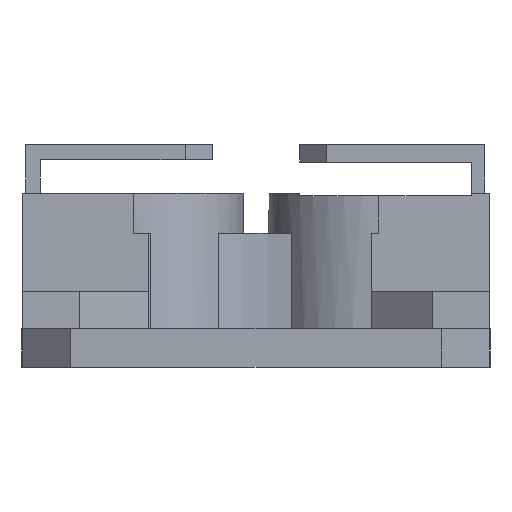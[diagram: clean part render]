
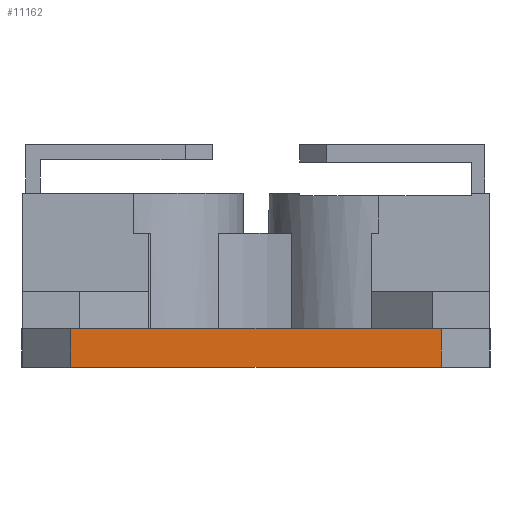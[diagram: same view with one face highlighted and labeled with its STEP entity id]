
A CAD part, left-side view. The second image highlights one B-rep face of the part: STEP entity #11162.
In plain terms, the highlighted planar face has unit normal (-1, 0, 0).
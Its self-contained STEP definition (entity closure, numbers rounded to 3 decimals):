
#3187 = PLANE('',#3188);
#3188 = AXIS2_PLACEMENT_3D('',#3189,#3190,#3191);
#3189 = CARTESIAN_POINT('',(15.125,0.333,-13.7));
#3190 = DIRECTION('',(0.,0.,1.));
#3191 = DIRECTION('',(0.,1.,0.));
#3303 = PLANE('',#3304);
#3304 = AXIS2_PLACEMENT_3D('',#3305,#3306,#3307);
#3305 = CARTESIAN_POINT('',(15.125,0.333,-11.6));
#3306 = DIRECTION('',(0.,0.,1.));
#3307 = DIRECTION('',(0.,1.,0.));
#7819 = VERTEX_POINT('',#7820);
#7820 = CARTESIAN_POINT('',(-19.125,10.328,-11.6));
#7834 = PLANE('',#7835);
#7835 = AXIS2_PLACEMENT_3D('',#7836,#7837,#7838);
#7836 = CARTESIAN_POINT('',(-19.125,10.328,-11.6));
#7837 = DIRECTION('',(0.707,-0.707,0.));
#7838 = DIRECTION('',(0.707,0.707,0.));
#7846 = EDGE_CURVE('',#7819,#7847,#7849,.T.);
#7847 = VERTEX_POINT('',#7848);
#7848 = CARTESIAN_POINT('',(-19.125,-9.663,-11.6));
#7849 = SURFACE_CURVE('',#7850,(#7854,#7861),.PCURVE_S1.);
#7850 = LINE('',#7851,#7852);
#7851 = CARTESIAN_POINT('',(-19.125,-9.663,-11.6));
#7852 = VECTOR('',#7853,1.);
#7853 = DIRECTION('',(0.,-1.,0.));
#7854 = PCURVE('',#3303,#7855);
#7855 = DEFINITIONAL_REPRESENTATION('',(#7856),#7860);
#7856 = LINE('',#7857,#7858);
#7857 = CARTESIAN_POINT('',(-9.995,34.25));
#7858 = VECTOR('',#7859,1.);
#7859 = DIRECTION('',(-1.,0.));
#7860 = ( GEOMETRIC_REPRESENTATION_CONTEXT(2) 
PARAMETRIC_REPRESENTATION_CONTEXT() REPRESENTATION_CONTEXT('2D SPACE',''
  ) );
#7861 = PCURVE('',#7862,#7867);
#7862 = PLANE('',#7863);
#7863 = AXIS2_PLACEMENT_3D('',#7864,#7865,#7866);
#7864 = CARTESIAN_POINT('',(-19.125,-9.663,-11.6));
#7865 = DIRECTION('',(1.,0.,0.));
#7866 = DIRECTION('',(0.,0.,-1.));
#7867 = DEFINITIONAL_REPRESENTATION('',(#7868),#7872);
#7868 = LINE('',#7869,#7870);
#7869 = CARTESIAN_POINT('',(0.,0.));
#7870 = VECTOR('',#7871,1.);
#7871 = DIRECTION('',(0.,-1.));
#7872 = ( GEOMETRIC_REPRESENTATION_CONTEXT(2) 
PARAMETRIC_REPRESENTATION_CONTEXT() REPRESENTATION_CONTEXT('2D SPACE',''
  ) );
#7890 = PLANE('',#7891);
#7891 = AXIS2_PLACEMENT_3D('',#7892,#7893,#7894);
#7892 = CARTESIAN_POINT('',(-19.125,-9.663,-11.6));
#7893 = DIRECTION('',(0.707,0.707,0.));
#7894 = DIRECTION('',(-0.707,0.707,0.));
#10693 = VERTEX_POINT('',#10694);
#10694 = CARTESIAN_POINT('',(-19.125,-9.663,-13.7));
#10715 = EDGE_CURVE('',#10716,#10693,#10718,.T.);
#10716 = VERTEX_POINT('',#10717);
#10717 = CARTESIAN_POINT('',(-19.125,10.328,-13.7));
#10718 = SURFACE_CURVE('',#10719,(#10723,#10730),.PCURVE_S1.);
#10719 = LINE('',#10720,#10721);
#10720 = CARTESIAN_POINT('',(-19.125,-9.663,-13.7));
#10721 = VECTOR('',#10722,1.);
#10722 = DIRECTION('',(0.,-1.,0.));
#10723 = PCURVE('',#3187,#10724);
#10724 = DEFINITIONAL_REPRESENTATION('',(#10725),#10729);
#10725 = LINE('',#10726,#10727);
#10726 = CARTESIAN_POINT('',(-9.995,34.25));
#10727 = VECTOR('',#10728,1.);
#10728 = DIRECTION('',(-1.,0.));
#10729 = ( GEOMETRIC_REPRESENTATION_CONTEXT(2) 
PARAMETRIC_REPRESENTATION_CONTEXT() REPRESENTATION_CONTEXT('2D SPACE',''
  ) );
#10730 = PCURVE('',#7862,#10731);
#10731 = DEFINITIONAL_REPRESENTATION('',(#10732),#10736);
#10732 = LINE('',#10733,#10734);
#10733 = CARTESIAN_POINT('',(2.1,0.));
#10734 = VECTOR('',#10735,1.);
#10735 = DIRECTION('',(0.,-1.));
#10736 = ( GEOMETRIC_REPRESENTATION_CONTEXT(2) 
PARAMETRIC_REPRESENTATION_CONTEXT() REPRESENTATION_CONTEXT('2D SPACE',''
  ) );
#11120 = EDGE_CURVE('',#7819,#10716,#11121,.T.);
#11121 = SURFACE_CURVE('',#11122,(#11126,#11133),.PCURVE_S1.);
#11122 = LINE('',#11123,#11124);
#11123 = CARTESIAN_POINT('',(-19.125,10.328,-11.6));
#11124 = VECTOR('',#11125,1.);
#11125 = DIRECTION('',(0.,0.,-1.));
#11126 = PCURVE('',#7834,#11127);
#11127 = DEFINITIONAL_REPRESENTATION('',(#11128),#11132);
#11128 = LINE('',#11129,#11130);
#11129 = CARTESIAN_POINT('',(0.,0.));
#11130 = VECTOR('',#11131,1.);
#11131 = DIRECTION('',(0.,-1.));
#11132 = ( GEOMETRIC_REPRESENTATION_CONTEXT(2) 
PARAMETRIC_REPRESENTATION_CONTEXT() REPRESENTATION_CONTEXT('2D SPACE',''
  ) );
#11133 = PCURVE('',#7862,#11134);
#11134 = DEFINITIONAL_REPRESENTATION('',(#11135),#11139);
#11135 = LINE('',#11136,#11137);
#11136 = CARTESIAN_POINT('',(0.,19.99));
#11137 = VECTOR('',#11138,1.);
#11138 = DIRECTION('',(1.,0.));
#11139 = ( GEOMETRIC_REPRESENTATION_CONTEXT(2) 
PARAMETRIC_REPRESENTATION_CONTEXT() REPRESENTATION_CONTEXT('2D SPACE',''
  ) );
#11162 = ADVANCED_FACE('',(#11163),#7862,.F.);
#11163 = FACE_BOUND('',#11164,.T.);
#11164 = EDGE_LOOP('',(#11165,#11166,#11187,#11188));
#11165 = ORIENTED_EDGE('',*,*,#10715,.T.);
#11166 = ORIENTED_EDGE('',*,*,#11167,.F.);
#11167 = EDGE_CURVE('',#7847,#10693,#11168,.T.);
#11168 = SURFACE_CURVE('',#11169,(#11173,#11180),.PCURVE_S1.);
#11169 = LINE('',#11170,#11171);
#11170 = CARTESIAN_POINT('',(-19.125,-9.663,-11.6));
#11171 = VECTOR('',#11172,1.);
#11172 = DIRECTION('',(0.,0.,-1.));
#11173 = PCURVE('',#7862,#11174);
#11174 = DEFINITIONAL_REPRESENTATION('',(#11175),#11179);
#11175 = LINE('',#11176,#11177);
#11176 = CARTESIAN_POINT('',(0.,0.));
#11177 = VECTOR('',#11178,1.);
#11178 = DIRECTION('',(1.,0.));
#11179 = ( GEOMETRIC_REPRESENTATION_CONTEXT(2) 
PARAMETRIC_REPRESENTATION_CONTEXT() REPRESENTATION_CONTEXT('2D SPACE',''
  ) );
#11180 = PCURVE('',#7890,#11181);
#11181 = DEFINITIONAL_REPRESENTATION('',(#11182),#11186);
#11182 = LINE('',#11183,#11184);
#11183 = CARTESIAN_POINT('',(0.,0.));
#11184 = VECTOR('',#11185,1.);
#11185 = DIRECTION('',(0.,-1.));
#11186 = ( GEOMETRIC_REPRESENTATION_CONTEXT(2) 
PARAMETRIC_REPRESENTATION_CONTEXT() REPRESENTATION_CONTEXT('2D SPACE',''
  ) );
#11187 = ORIENTED_EDGE('',*,*,#7846,.F.);
#11188 = ORIENTED_EDGE('',*,*,#11120,.T.);
